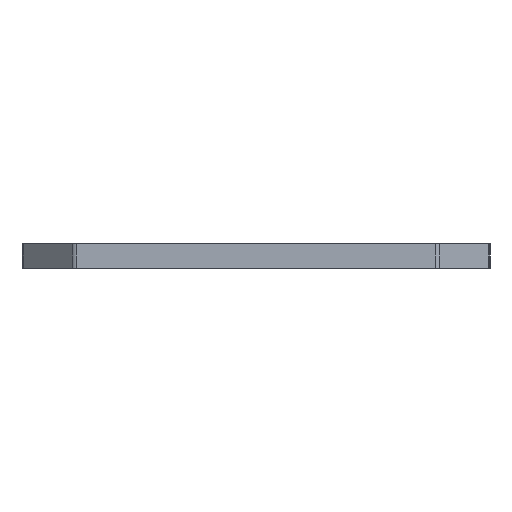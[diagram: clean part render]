
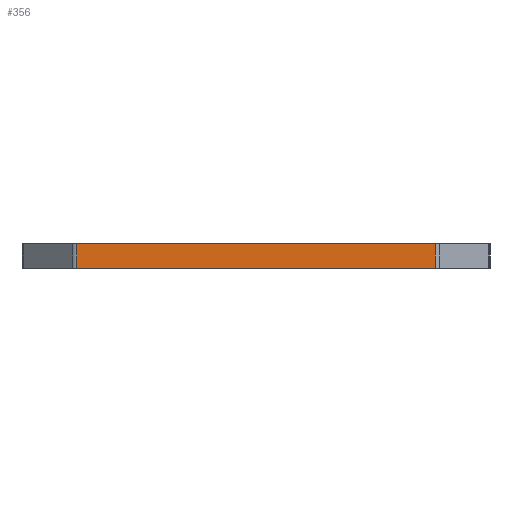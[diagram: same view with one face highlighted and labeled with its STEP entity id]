
A CAD part, left-side view. The second image highlights one B-rep face of the part: STEP entity #356.
In plain terms, the highlighted planar face has unit normal (-1, 0, 0).
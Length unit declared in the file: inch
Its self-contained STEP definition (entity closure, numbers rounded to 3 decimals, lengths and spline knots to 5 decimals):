
#16 = DIRECTION ( 'NONE',  ( 0., 0., -1. ) ) ;
#56 = DIRECTION ( 'NONE',  ( 1., 0., 0. ) ) ;
#58 = DIRECTION ( 'NONE',  ( 0., -1., 0. ) ) ;
#100 = LINE ( 'NONE', #1266, #915 ) ;
#127 = VERTEX_POINT ( 'NONE', #162 ) ;
#154 = CARTESIAN_POINT ( 'NONE',  ( -2.875, -0.11879, 0.06 ) ) ;
#162 = CARTESIAN_POINT ( 'NONE',  ( -2.875, 0.74379, 0. ) ) ;
#167 = EDGE_LOOP ( 'NONE', ( #287, #519, #708, #999 ) ) ;
#177 = EDGE_CURVE ( 'NONE', #897, #127, #962, .T. ) ;
#183 = CARTESIAN_POINT ( 'NONE',  ( -2.875, -0.11879, 0.06 ) ) ;
#239 = DIRECTION ( 'NONE',  ( 0., -1., 0. ) ) ;
#287 = ORIENTED_EDGE ( 'NONE', *, *, #1198, .T. ) ;
#356 = ADVANCED_FACE ( 'NONE', ( #504 ), #832, .F. ) ;
#370 = VERTEX_POINT ( 'NONE', #154 ) ;
#390 = VECTOR ( 'NONE', #239, 39.37008 ) ;
#400 = DIRECTION ( 'NONE',  ( 0., 0., -1. ) ) ;
#435 = CARTESIAN_POINT ( 'NONE',  ( -2.875, -0.11879, 0. ) ) ;
#475 = CARTESIAN_POINT ( 'NONE',  ( -2.875, 0.74379, 0.06 ) ) ;
#501 = CARTESIAN_POINT ( 'NONE',  ( -2.875, 0.74379, 0.06 ) ) ;
#504 = FACE_OUTER_BOUND ( 'NONE', #167, .T. ) ;
#519 = ORIENTED_EDGE ( 'NONE', *, *, #1002, .F. ) ;
#665 = DIRECTION ( 'NONE',  ( 0., 0., -1. ) ) ;
#708 = ORIENTED_EDGE ( 'NONE', *, *, #1174, .F. ) ;
#832 = PLANE ( 'NONE',  #1100 ) ;
#854 = CARTESIAN_POINT ( 'NONE',  ( -2.875, 0.74379, 0.06 ) ) ;
#897 = VERTEX_POINT ( 'NONE', #1128 ) ;
#915 = VECTOR ( 'NONE', #58, 39.37008 ) ;
#957 = LINE ( 'NONE', #854, #390 ) ;
#962 = LINE ( 'NONE', #501, #980 ) ;
#980 = VECTOR ( 'NONE', #400, 39.37008 ) ;
#999 = ORIENTED_EDGE ( 'NONE', *, *, #177, .T. ) ;
#1002 = EDGE_CURVE ( 'NONE', #370, #1097, #1224, .T. ) ;
#1097 = VERTEX_POINT ( 'NONE', #435 ) ;
#1099 = VECTOR ( 'NONE', #16, 39.37008 ) ;
#1100 = AXIS2_PLACEMENT_3D ( 'NONE', #475, #56, #665 ) ;
#1128 = CARTESIAN_POINT ( 'NONE',  ( -2.875, 0.74379, 0.06 ) ) ;
#1174 = EDGE_CURVE ( 'NONE', #897, #370, #957, .T. ) ;
#1198 = EDGE_CURVE ( 'NONE', #127, #1097, #100, .T. ) ;
#1224 = LINE ( 'NONE', #183, #1099 ) ;
#1266 = CARTESIAN_POINT ( 'NONE',  ( -2.875, 0.74379, 0. ) ) ;
